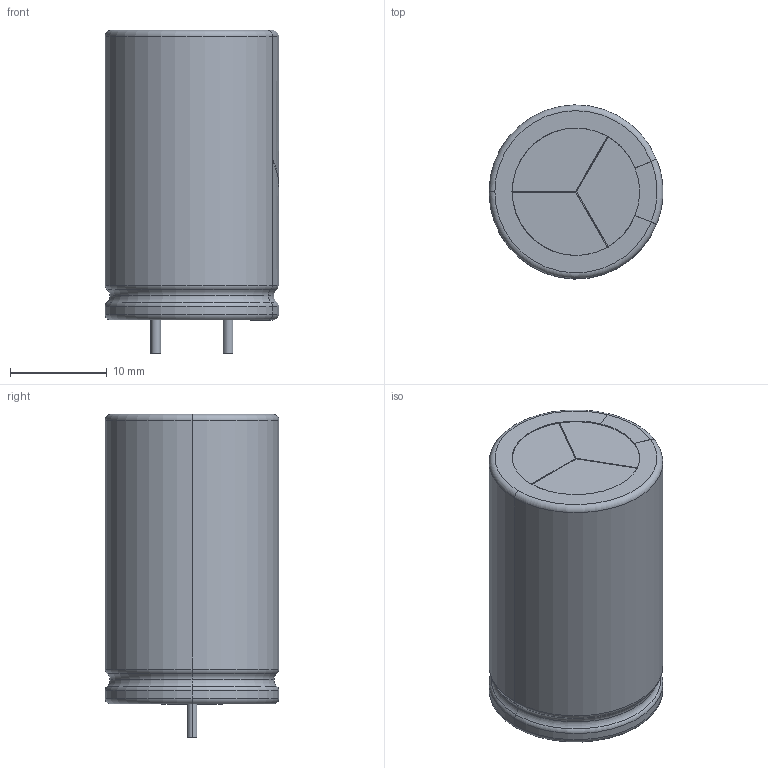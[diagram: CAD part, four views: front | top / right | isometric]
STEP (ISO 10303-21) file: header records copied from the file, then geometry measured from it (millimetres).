
FILE_DESCRIPTION (( 'STEP AP214' ), '1' );
FILE_NAME ('CAP-TH_BD18.0-H30.0-P7.5.step', '2021-08-13T23:57:09', ( '' ), ( '' ), 'SwSTEP 2.0', 'SolidWorks 2020', '' );
FILE_SCHEMA (( 'AUTOMOTIVE_DESIGN' ));
Length unit declared in the file: millimetre
Products named in the file (1): CAP-TH_BD18.0-H30.0-P7.5
Bounding box: 18.01 x 18 x 33.51 mm (x, y, z)
Volume: 7572.6 mm3; surface area: 2224.4 mm2
Topology: 1 solids, 1 shells, 123 faces, 329 edges, 219 vertices
Faces by surface type: plane 67, cylinder 24, torus 18, bspline 14
Entity records: 5191 total; most frequent: CARTESIAN_POINT 1533, ORIENTED_EDGE 658, DIRECTION 602, EDGE_CURVE 329, VERTEX_POINT 219, AXIS2_PLACEMENT_3D 201, LINE 200, VECTOR 200
